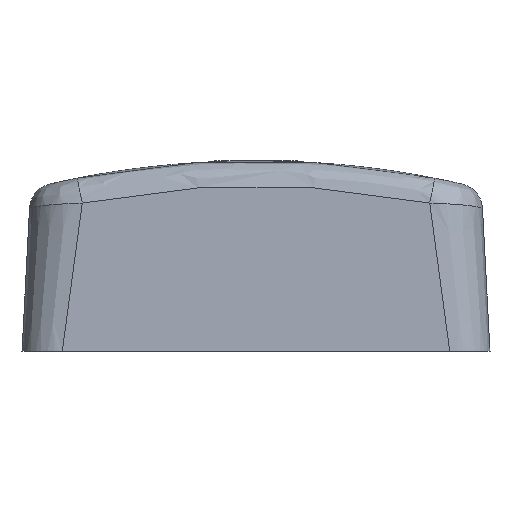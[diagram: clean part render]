
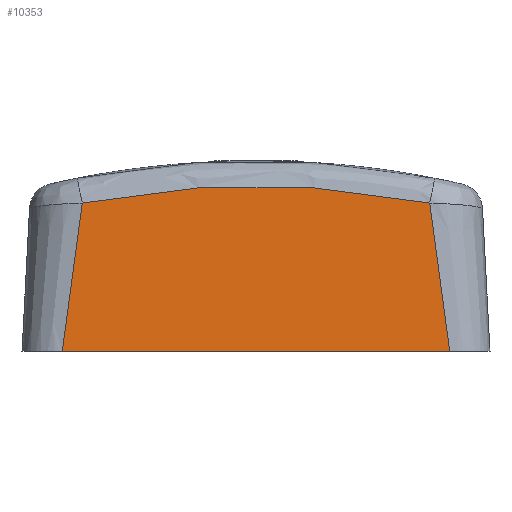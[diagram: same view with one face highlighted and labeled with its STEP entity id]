
A CAD part, front view. The second image highlights one B-rep face of the part: STEP entity #10353.
In plain terms, the highlighted planar face has unit normal (0, -0.999, 0.052).
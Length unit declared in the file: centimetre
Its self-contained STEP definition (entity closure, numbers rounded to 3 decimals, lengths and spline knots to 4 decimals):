
#28=ELLIPSE('',#11432,13.4546,13.4361);
#930=FACE_OUTER_BOUND('',#1590,.T.);
#1590=EDGE_LOOP('',(#8566,#8567,#8568,#8569));
#2803=LINE('',#18998,#3513);
#2806=LINE('',#19045,#3516);
#2844=LINE('',#19724,#3554);
#3513=VECTOR('',#14272,1.0033);
#3516=VECTOR('',#14283,1.0033);
#3554=VECTOR('',#14425,1.);
#4316=VERTEX_POINT('',#18985);
#4318=VERTEX_POINT('',#18996);
#4319=VERTEX_POINT('',#19030);
#4321=VERTEX_POINT('',#19041);
#5680=EDGE_CURVE('',#4318,#4316,#2803,.T.);
#5687=EDGE_CURVE('',#4319,#4321,#2806,.T.);
#5689=EDGE_CURVE('',#4316,#4319,#28,.T.);
#5758=EDGE_CURVE('',#4321,#4318,#2844,.T.);
#8566=ORIENTED_EDGE('',*,*,#5680,.F.);
#8567=ORIENTED_EDGE('',*,*,#5758,.F.);
#8568=ORIENTED_EDGE('',*,*,#5687,.F.);
#8569=ORIENTED_EDGE('',*,*,#5689,.F.);
#9092=PLANE('',#11484);
#10353=ADVANCED_FACE('',(#930),#9092,.T.);
#11432=AXIS2_PLACEMENT_3D('',#19073,#14287,#14288);
#11484=AXIS2_PLACEMENT_3D('',#19727,#14429,#14430);
#14272=DIRECTION('',(0.133,0.052,0.99));
#14283=DIRECTION('',(0.133,-0.052,-0.99));
#14287=DIRECTION('center_axis',(0.,0.999,-0.052));
#14288=DIRECTION('ref_axis',(0.,0.052,0.999));
#14425=DIRECTION('',(-1.,0.,0.));
#14429=DIRECTION('center_axis',(0.,-0.999,0.052));
#14430=DIRECTION('ref_axis',(1.,0.,0.));
#18985=CARTESIAN_POINT('',(-2.5992,-8.2838,0.0171));
#18996=CARTESIAN_POINT('',(-2.8982,-8.4,-2.2));
#18998=CARTESIAN_POINT('',(-2.5495,-8.2645,0.3863));
#19030=CARTESIAN_POINT('',(2.5992,-8.2838,0.0171));
#19041=CARTESIAN_POINT('',(2.8982,-8.4,-2.2));
#19045=CARTESIAN_POINT('',(2.5837,-8.2778,0.132));
#19073=CARTESIAN_POINT('Origin',(0.,-8.9747,
-13.1652));
#19724=CARTESIAN_POINT('',(3.5,-8.4,-2.2));
#19727=CARTESIAN_POINT('Origin',(-3.5,-8.2849,-0.003));
